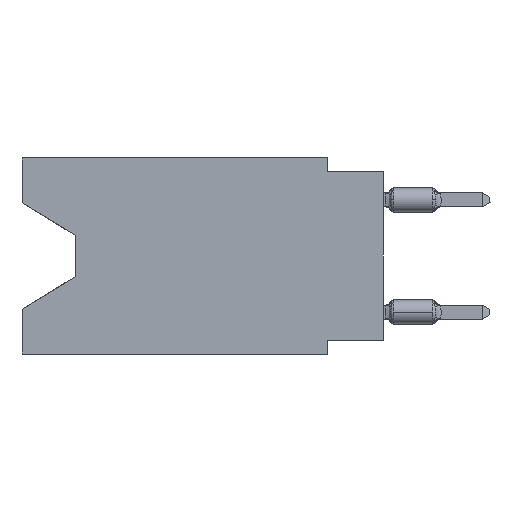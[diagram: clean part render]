
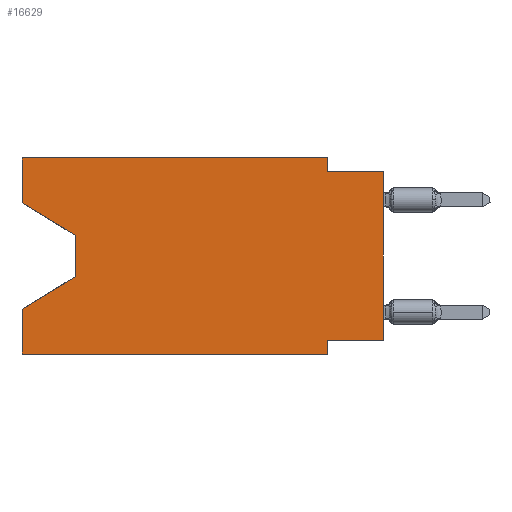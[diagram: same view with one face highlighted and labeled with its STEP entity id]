
A CAD part, left-side view. The second image highlights one B-rep face of the part: STEP entity #16629.
In plain terms, the highlighted planar face has unit normal (-1, 0, 0).
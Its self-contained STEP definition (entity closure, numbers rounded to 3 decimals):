
#102 = VERTEX_POINT ( 'NONE', #10823 ) ;
#213 = VERTEX_POINT ( 'NONE', #27831 ) ;
#497 = EDGE_CURVE ( 'NONE', #20271, #1001, #2210, .T. ) ;
#601 = VERTEX_POINT ( 'NONE', #20723 ) ;
#787 = DIRECTION ( 'NONE',  ( 0., -1., 0. ) ) ;
#1001 = VERTEX_POINT ( 'NONE', #21236 ) ;
#1581 = LINE ( 'NONE', #29440, #19746 ) ;
#1827 = LINE ( 'NONE', #17616, #3813 ) ;
#2210 = LINE ( 'NONE', #10789, #22461 ) ;
#2323 = EDGE_CURVE ( 'NONE', #102, #15258, #26969, .T. ) ;
#2399 = DIRECTION ( 'NONE',  ( 0., 1., 0. ) ) ;
#2536 = CARTESIAN_POINT ( 'NONE',  ( 0., 0., -8.255 ) ) ;
#3023 = VECTOR ( 'NONE', #9852, 1000. ) ;
#3523 = VERTEX_POINT ( 'NONE', #12071 ) ;
#3813 = VECTOR ( 'NONE', #17776, 1000. ) ;
#4099 = CARTESIAN_POINT ( 'NONE',  ( 0., 0., -0.635 ) ) ;
#4193 = EDGE_CURVE ( 'NONE', #601, #13075, #7189, .T. ) ;
#4595 = ORIENTED_EDGE ( 'NONE', *, *, #4193, .F. ) ;
#4765 = EDGE_CURVE ( 'NONE', #20048, #26924, #21582, .T. ) ;
#5206 = VECTOR ( 'NONE', #23150, 1000. ) ;
#5618 = PLANE ( 'NONE',  #18599 ) ;
#5721 = ORIENTED_EDGE ( 'NONE', *, *, #497, .T. ) ;
#5798 = DIRECTION ( 'NONE',  ( 0., 0., 1. ) ) ;
#6470 = VECTOR ( 'NONE', #787, 1000. ) ;
#6942 = ORIENTED_EDGE ( 'NONE', *, *, #27703, .T. ) ;
#7189 = LINE ( 'NONE', #2536, #19408 ) ;
#7194 = CARTESIAN_POINT ( 'NONE',  ( 0., 16.383, -8.89 ) ) ;
#7298 = VECTOR ( 'NONE', #14887, 1000. ) ;
#8618 = LINE ( 'NONE', #27006, #8997 ) ;
#8675 = ORIENTED_EDGE ( 'NONE', *, *, #2323, .F. ) ;
#8702 = EDGE_CURVE ( 'NONE', #16964, #28101, #8729, .T. ) ;
#8729 = LINE ( 'NONE', #22302, #7298 ) ;
#8997 = VECTOR ( 'NONE', #24758, 1000. ) ;
#9100 = ORIENTED_EDGE ( 'NONE', *, *, #8702, .T. ) ;
#9121 = LINE ( 'NONE', #11534, #5206 ) ;
#9728 = CARTESIAN_POINT ( 'NONE',  ( 0., 13.97, -5.385 ) ) ;
#9852 = DIRECTION ( 'NONE',  ( 0., 0., 1. ) ) ;
#10670 = CARTESIAN_POINT ( 'NONE',  ( 0., 16.383, 0. ) ) ;
#10752 = DIRECTION ( 'NONE',  ( 0., -0.855, -0.519 ) ) ;
#10789 = CARTESIAN_POINT ( 'NONE',  ( 0., 13.97, -5.385 ) ) ;
#10823 = CARTESIAN_POINT ( 'NONE',  ( 0., 2.54, -0.635 ) ) ;
#10846 = VECTOR ( 'NONE', #18079, 1000. ) ;
#10990 = DIRECTION ( 'NONE',  ( 0., -1., 0. ) ) ;
#11062 = DIRECTION ( 'NONE',  ( 1., 0., 0. ) ) ;
#11347 = EDGE_CURVE ( 'NONE', #3523, #20048, #22103, .T. ) ;
#11534 = CARTESIAN_POINT ( 'NONE',  ( 0., 0., 0. ) ) ;
#12012 = ORIENTED_EDGE ( 'NONE', *, *, #12310, .F. ) ;
#12071 = CARTESIAN_POINT ( 'NONE',  ( 0., 16.383, -2.038 ) ) ;
#12310 = EDGE_CURVE ( 'NONE', #13075, #28101, #29238, .T. ) ;
#12574 = LINE ( 'NONE', #23586, #3023 ) ;
#13075 = VERTEX_POINT ( 'NONE', #26457 ) ;
#13401 = CARTESIAN_POINT ( 'NONE',  ( 0., 2.54, 0. ) ) ;
#14887 = DIRECTION ( 'NONE',  ( 0., -1., 0. ) ) ;
#15258 = VERTEX_POINT ( 'NONE', #4099 ) ;
#16107 = CARTESIAN_POINT ( 'NONE',  ( 0., 2.54, -8.89 ) ) ;
#16426 = EDGE_CURVE ( 'NONE', #26924, #102, #8618, .T. ) ;
#16629 = ADVANCED_FACE ( 'NONE', ( #17058 ), #5618, .F. ) ;
#16741 = CARTESIAN_POINT ( 'NONE',  ( 0., 16.383, 0. ) ) ;
#16817 = ORIENTED_EDGE ( 'NONE', *, *, #11347, .F. ) ;
#16964 = VERTEX_POINT ( 'NONE', #7194 ) ;
#17058 = FACE_OUTER_BOUND ( 'NONE', #19768, .T. ) ;
#17519 = EDGE_CURVE ( 'NONE', #16964, #1001, #12574, .T. ) ;
#17616 = CARTESIAN_POINT ( 'NONE',  ( 0., 13.97, -3.505 ) ) ;
#17768 = ORIENTED_EDGE ( 'NONE', *, *, #17519, .F. ) ;
#17776 = DIRECTION ( 'NONE',  ( 0., 0., -1. ) ) ;
#17817 = ORIENTED_EDGE ( 'NONE', *, *, #25664, .T. ) ;
#17861 = CARTESIAN_POINT ( 'NONE',  ( 0., 16.383, 0. ) ) ;
#18079 = DIRECTION ( 'NONE',  ( 0., 0., -1. ) ) ;
#18203 = CARTESIAN_POINT ( 'NONE',  ( 0., 2.54, -8.89 ) ) ;
#18284 = ORIENTED_EDGE ( 'NONE', *, *, #4765, .F. ) ;
#18599 = AXIS2_PLACEMENT_3D ( 'NONE', #29433, #11062, #26730 ) ;
#19408 = VECTOR ( 'NONE', #2399, 1000. ) ;
#19746 = VECTOR ( 'NONE', #10752, 1000. ) ;
#19768 = EDGE_LOOP ( 'NONE', ( #6942, #28761, #5721, #17768, #9100, #12012, #4595, #17817, #8675, #29519, #18284, #16817 ) ) ;
#20048 = VERTEX_POINT ( 'NONE', #10670 ) ;
#20271 = VERTEX_POINT ( 'NONE', #9728 ) ;
#20381 = VECTOR ( 'NONE', #10990, 1000. ) ;
#20723 = CARTESIAN_POINT ( 'NONE',  ( 0., 0., -8.255 ) ) ;
#20869 = CARTESIAN_POINT ( 'NONE',  ( 0., 0., -0.635 ) ) ;
#21236 = CARTESIAN_POINT ( 'NONE',  ( 0., 16.383, -6.852 ) ) ;
#21402 = VECTOR ( 'NONE', #5798, 1000. ) ;
#21582 = LINE ( 'NONE', #16741, #6470 ) ;
#22103 = LINE ( 'NONE', #17861, #21402 ) ;
#22262 = DIRECTION ( 'NONE',  ( 0., 0.855, -0.519 ) ) ;
#22302 = CARTESIAN_POINT ( 'NONE',  ( 0., 16.383, -8.89 ) ) ;
#22461 = VECTOR ( 'NONE', #22262, 1000. ) ;
#23150 = DIRECTION ( 'NONE',  ( 0., 0., 1. ) ) ;
#23586 = CARTESIAN_POINT ( 'NONE',  ( 0., 16.383, 0. ) ) ;
#24758 = DIRECTION ( 'NONE',  ( 0., 0., -1. ) ) ;
#25664 = EDGE_CURVE ( 'NONE', #601, #15258, #9121, .T. ) ;
#26110 = EDGE_CURVE ( 'NONE', #213, #20271, #1827, .T. ) ;
#26457 = CARTESIAN_POINT ( 'NONE',  ( 0., 2.54, -8.255 ) ) ;
#26730 = DIRECTION ( 'NONE',  ( 0., 0., -1. ) ) ;
#26924 = VERTEX_POINT ( 'NONE', #13401 ) ;
#26969 = LINE ( 'NONE', #20869, #20381 ) ;
#27006 = CARTESIAN_POINT ( 'NONE',  ( 0., 2.54, 0. ) ) ;
#27703 = EDGE_CURVE ( 'NONE', #3523, #213, #1581, .T. ) ;
#27831 = CARTESIAN_POINT ( 'NONE',  ( 0., 13.97, -3.505 ) ) ;
#28101 = VERTEX_POINT ( 'NONE', #18203 ) ;
#28761 = ORIENTED_EDGE ( 'NONE', *, *, #26110, .T. ) ;
#29238 = LINE ( 'NONE', #16107, #10846 ) ;
#29433 = CARTESIAN_POINT ( 'NONE',  ( 0., 16.383, 0. ) ) ;
#29440 = CARTESIAN_POINT ( 'NONE',  ( 0., 16.383, -2.038 ) ) ;
#29519 = ORIENTED_EDGE ( 'NONE', *, *, #16426, .F. ) ;
